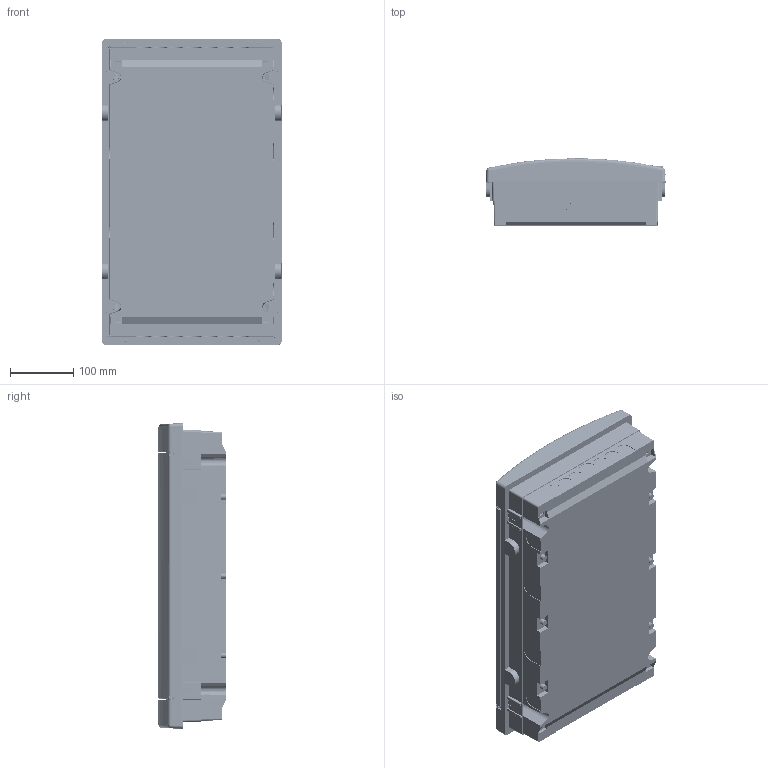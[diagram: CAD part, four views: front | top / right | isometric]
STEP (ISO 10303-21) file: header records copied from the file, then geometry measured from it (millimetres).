
FILE_DESCRIPTION((''),'2;1');
FILE_NAME('001101304_3DFILE_ASM','2024-08-12T14:07:35',('klemen.sitar'),('Audax d.o.o.'),'CREO PARAMETRIC BY PTC INC, 2021304','CREO PARAMETRIC BY PTC INC, 2021304','');
FILE_SCHEMA(('AP242_MANAGED_MODEL_BASED_3D_ENGINEERING_MIM_LF { 1 0 10303 442 1 1 4 }'));
Products named in the file (25): DNO_TROREDNE_KUTIJE_1; VRATA_TROREDNE_TABLE_1_2_1; U36C_1_ASM_1_ASM; PRT0135_1; PRT0136_1; PRT0137_1; PRT0138_1; PRT0139_1; PRT0140_1; U36C_ASM_1_ASM; ECM_36_PO_ASM; GNIAZDKO_PART_A_1; AS-C_4X10_1; AW-R_4_1; AN-H_4_1; GNIAZDKO_PART_B_1; AS-C_4X16_1; GNIAZDKO_1_ASM; PLYTA_PM3X12RJ; FRONT_ECM_36_1; ETI_LOGO_1_2_3_4_5_1; ETI_LOGO_1_2_3_4_5_2; ETI_LOGO_1_2_3_4_5_3; ETI_LOGO_1_2_3_4_5_ASM; 001101304_3DFILE_ASM
Assembly tree (27 placements, depth 5):
  001101304_3DFILE_ASM
    ECM_36_PO_ASM
      U36C_ASM_1_ASM
        U36C_1_ASM_1_ASM
          DNO_TROREDNE_KUTIJE_1
          VRATA_TROREDNE_TABLE_1_2_1
        PRT0135_1
        PRT0136_1
        PRT0137_1
        PRT0138_1
        PRT0139_1
        PRT0140_1
    GNIAZDKO_1_ASM
      GNIAZDKO_PART_A_1
      AS-C_4X10_1  x2
      AW-R_4_1  x2
      AN-H_4_1  x2
      GNIAZDKO_PART_B_1
      AS-C_4X16_1
    PLYTA_PM3X12RJ
    FRONT_ECM_36_1
    ETI_LOGO_1_2_3_4_5_ASM
      ETI_LOGO_1_2_3_4_5_1
      ETI_LOGO_1_2_3_4_5_2
      ETI_LOGO_1_2_3_4_5_3
Bounding box: 283.57 x 105.8 x 481.8 mm (x, y, z)
Volume: 1095151.6 mm3; surface area: 1212859.9 mm2
Topology: 22 solids, 22 shells, 4920 faces, 14485 edges, 9623 vertices
Faces by surface type: plane 2446, cylinder 2220, cone 150, torus 56, bspline 30, sphere 14, extrusion 4
Entity records: 248435 total; most frequent: CARTESIAN_POINT 32793, DIRECTION 28911, ORIENTED_EDGE 28650, PRESENTATION_STYLE_ASSIGNMENT 19011, STYLED_ITEM 19011, CURVE_STYLE 14329, EDGE_CURVE 14325, AXIS2_PLACEMENT_3D 10184
